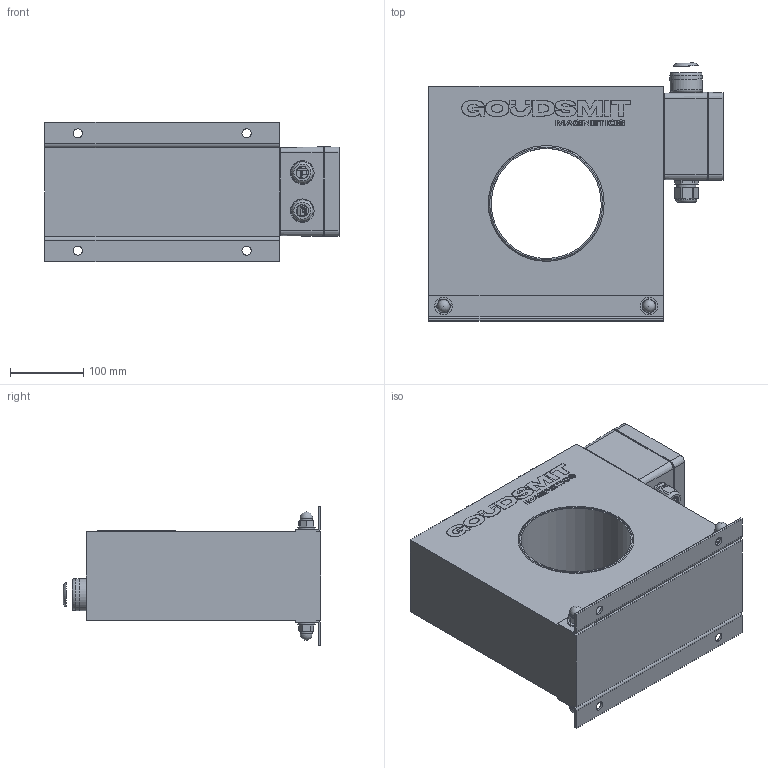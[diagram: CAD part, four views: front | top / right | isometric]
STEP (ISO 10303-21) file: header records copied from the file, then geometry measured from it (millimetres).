
FILE_DESCRIPTION(/* description */ (''),/* implementation_level */ '2;1');
FILE_NAME(/* name */ 'E0083508.stp',/* time_stamp */ '2023-03-15T10:49:18+01:00',/* author */ ('dk'),/* organization */ (''),/* preprocessor_version */ 'ST-DEVELOPER v18.1',/* originating_system */ 'Autodesk Inventor 2021',/* authorisation */ '');
FILE_SCHEMA (('AUTOMOTIVE_DESIGN { 1 0 10303 214 3 1 1 }'));
Products named in the file (1): Part12
Bounding box: 401.2 x 351.68 x 190 mm (x, y, z)
Volume: 6526540.1 mm3; surface area: 864856.9 mm2
Topology: 1 solids, 28 shells, 2239 faces, 6100 edges, 4019 vertices
Faces by surface type: plane 1455, cylinder 432, cone 173, bspline 132, torus 39, sphere 8
Full cylindrical faces by diameter (mm): 4 x8, 4.917 x11, 5 x4, 5.5 x4, 5.6 x6, 6 x12, 7 x8, 10 x8, 10.106 x4, 11 x4, 12 x4, 12.5 x8, 13 x4, 13.5 x2, 17 x8, 20 x1, 20.4 x1, 22 x3, 22.5 x1, 24 x4, 25 x1, 26 x2, 32 x2, 44 x1, 150 x1, 158 x3, 280 x1
Entity records: 74326 total; most frequent: CARTESIAN_POINT 15487, ORIENTED_EDGE 12046, DIRECTION 11267, EDGE_CURVE 6087, LINE 4057, VECTOR 4057, VERTEX_POINT 4019, AXIS2_PLACEMENT_3D 3605
